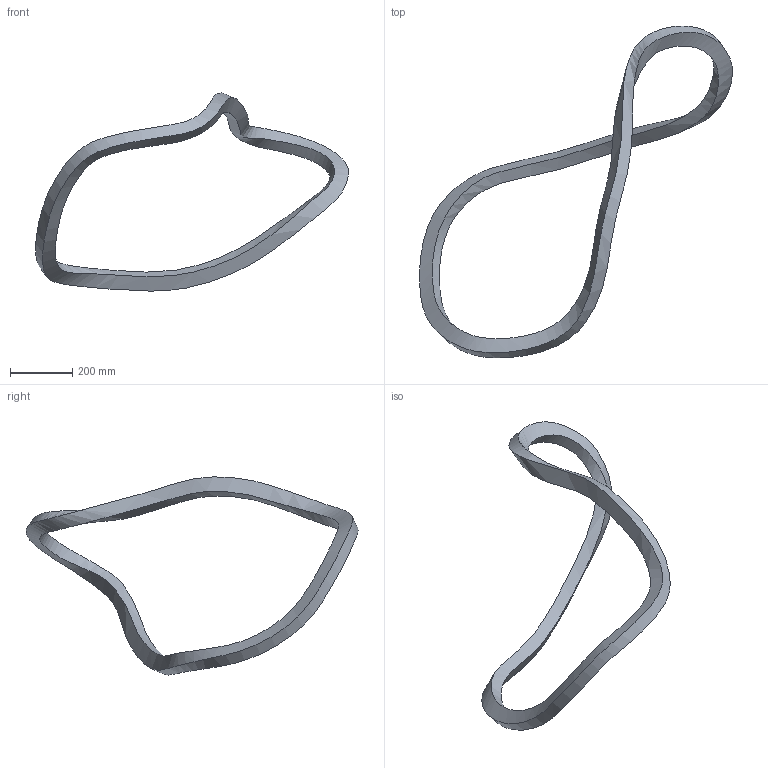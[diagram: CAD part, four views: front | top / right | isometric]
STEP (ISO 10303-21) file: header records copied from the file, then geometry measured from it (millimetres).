
FILE_DESCRIPTION(('Open CASCADE Model'),'2;1');
FILE_NAME('Open CASCADE Shape Model','2024-11-06T16:49:05',('Author'),( 'Open CASCADE'),'Open CASCADE STEP processor 7.7','Open CASCADE 7.7' ,'Unknown');
FILE_SCHEMA(('AUTOMOTIVE_DESIGN { 1 0 10303 214 1 1 1 1 }'));
Length unit declared in the file: millimetre
Products named in the file (1): Open CASCADE STEP translator 7.7 1
Bounding box: 1005.99 x 1067.31 x 637.52 mm (x, y, z)
Volume: 5620785.1 mm3; surface area: 613548.5 mm2
Topology: 1 solids, 1 shells, 4 faces, 8 edges, 4 vertices
Faces by surface type: bspline 4
Entity records: 710 total; most frequent: CARTESIAN_POINT 561, ORIENTED_EDGE 16, PCURVE 16, DEFINITIONAL_REPRESENTATION 16, DIRECTION 14, B_SPLINE_CURVE_WITH_KNOTS 12, LINE 12, VECTOR 12
